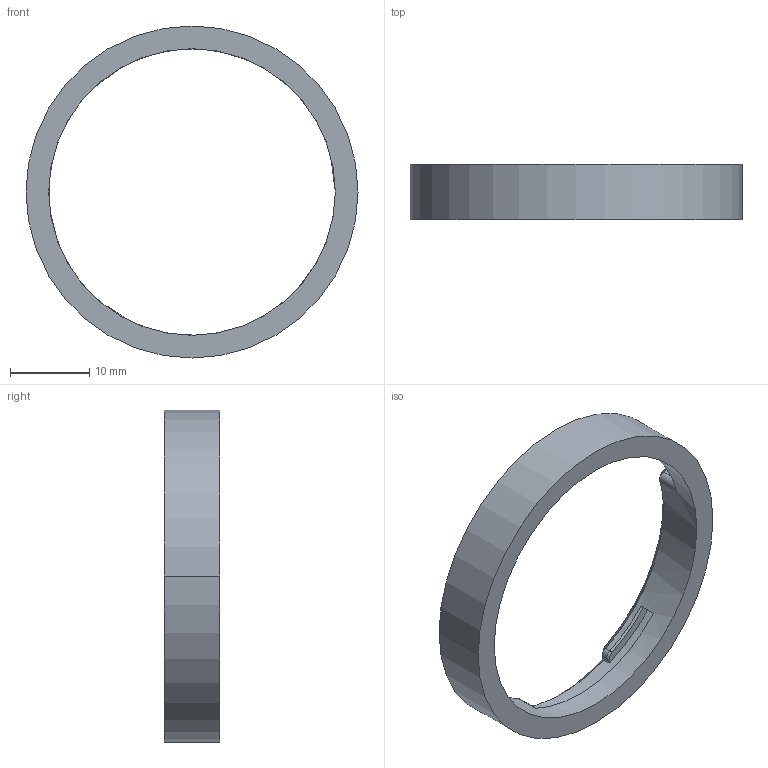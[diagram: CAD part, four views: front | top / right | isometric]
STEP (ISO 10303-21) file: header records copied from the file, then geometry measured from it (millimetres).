
FILE_DESCRIPTION((''),'2;1');
FILE_NAME('B6','2017-08-03T',('Ishan'),(''),'PRO/ENGINEER BY PARAMETRIC TECHNOLOGY CORPORATION, 2015280','PRO/ENGINEER BY PARAMETRIC TECHNOLOGY CORPORATION, 2015280','');
FILE_SCHEMA(('CONFIG_CONTROL_DESIGN'));
Length unit declared in the file: millimetre
Products named in the file (1): B6
Bounding box: 42 x 7 x 42 mm (x, y, z)
Volume: 2168 mm3; surface area: 2459.9 mm2
Topology: 1 solids, 1 shells, 57 faces, 153 edges, 98 vertices
Faces by surface type: plane 23, cylinder 16, cone 6, bspline 6, torus 6
Entity records: 2050 total; most frequent: CARTESIAN_POINT 646, ORIENTED_EDGE 306, DIRECTION 263, EDGE_CURVE 153, AXIS2_PLACEMENT_3D 104, VERTEX_POINT 98, EDGE_LOOP 59, FACE_OUTER_BOUND 57
